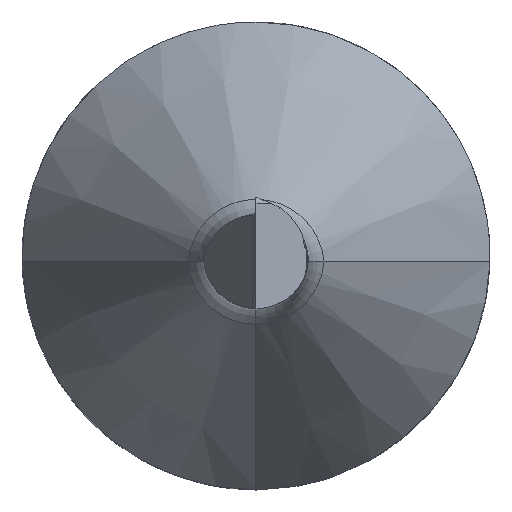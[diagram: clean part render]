
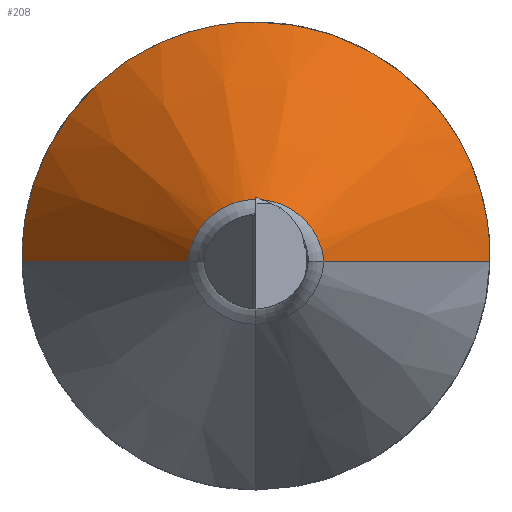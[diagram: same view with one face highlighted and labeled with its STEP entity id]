
A CAD part, left-side view. The second image highlights one B-rep face of the part: STEP entity #208.
In plain terms, the highlighted conical face has half-angle 30 degrees and reference radius 2.6 mm.
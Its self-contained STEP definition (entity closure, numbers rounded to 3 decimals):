
#1 = CARTESIAN_POINT ( 'NONE',  ( -6.047, 1.999, -0.05 ) ) ;
#5 = ORIENTED_EDGE ( 'NONE', *, *, #878, .T. ) ;
#12 = CARTESIAN_POINT ( 'NONE',  ( -5.908, -1.247, 1.587 ) ) ;
#33 = CARTESIAN_POINT ( 'NONE',  ( -6.047, 1.999, -0.05 ) ) ;
#37 = CARTESIAN_POINT ( 'NONE',  ( -6.036, 2.003, 0.084 ) ) ;
#56 = CARTESIAN_POINT ( 'NONE',  ( -5.874, -0.133, 2. ) ) ;
#57 = EDGE_CURVE ( 'NONE', #679, #765, #512, .T. ) ;
#61 = CARTESIAN_POINT ( 'NONE',  ( -8.5, 0., -0.1 ) ) ;
#64 = CARTESIAN_POINT ( 'NONE',  ( -7.233, -1.314, -0.05 ) ) ;
#78 = CARTESIAN_POINT ( 'NONE',  ( -5.883, -0.654, 1.895 ) ) ;
#80 = CONICAL_SURFACE ( 'NONE', #649, 2.6, 0.524 ) ;
#99 = CARTESIAN_POINT ( 'NONE',  ( -6.047, -1.999, -0.05 ) ) ;
#101 = CARTESIAN_POINT ( 'NONE',  ( -5.932, -1.526, 1.3 ) ) ;
#109 = ORIENTED_EDGE ( 'NONE', *, *, #57, .F. ) ;
#131 = B_SPLINE_CURVE_WITH_KNOTS ( 'NONE', 3,
 ( #675, #376, #836, #682 ),
 .UNSPECIFIED., .F., .F.,
 ( 4, 4 ),
 ( 0., 0.003 ),
 .UNSPECIFIED. ) ;
#132 = EDGE_CURVE ( 'NONE', #427, #267, #654, .T. ) ;
#133 = CARTESIAN_POINT ( 'NONE',  ( -5.941, 1.609, 1.195 ) ) ;
#191 = CARTESIAN_POINT ( 'NONE',  ( -8.5, -0.582, -0.05 ) ) ;
#208 = ADVANCED_FACE ( 'NONE', ( #866 ), #80, .T. ) ;
#222 = DIRECTION ( 'NONE',  ( 0., 0., 1. ) ) ;
#224 = CARTESIAN_POINT ( 'NONE',  ( -5.896, -1.024, 1.739 ) ) ;
#240 = VERTEX_POINT ( 'NONE', #385 ) ;
#245 = CARTESIAN_POINT ( 'NONE',  ( -6.024, 1.993, 0.216 ) ) ;
#254 = CARTESIAN_POINT ( 'NONE',  ( -7.826, -0.972, -0.05 ) ) ;
#256 = CARTESIAN_POINT ( 'NONE',  ( -5.875, 0.265, 1.987 ) ) ;
#267 = VERTEX_POINT ( 'NONE', #553 ) ;
#268 = EDGE_CURVE ( 'NONE', #765, #434, #345, .T. ) ;
#280 = CARTESIAN_POINT ( 'NONE',  ( -5.88, -0.528, 1.934 ) ) ;
#282 = CARTESIAN_POINT ( 'NONE',  ( -5.96, -1.752, 0.974 ) ) ;
#284 = ORIENTED_EDGE ( 'NONE', *, *, #132, .F. ) ;
#295 = CARTESIAN_POINT ( 'NONE',  ( -6.001, -1.959, 0.484 ) ) ;
#300 = CARTESIAN_POINT ( 'NONE',  ( -5.97, -1.814, 0.854 ) ) ;
#311 = CARTESIAN_POINT ( 'NONE',  ( -6.64, -1.657, -0.05 ) ) ;
#319 = DIRECTION ( 'NONE',  ( -1., 0., 0. ) ) ;
#322 = CARTESIAN_POINT ( 'NONE',  ( -5.96, 1.753, 0.972 ) ) ;
#323 = CARTESIAN_POINT ( 'NONE',  ( -8.5, -0.582, -0.05 ) ) ;
#324 = CARTESIAN_POINT ( 'NONE',  ( -5.874, 0., 2. ) ) ;
#345 = B_SPLINE_CURVE_WITH_KNOTS ( 'NONE', 3,
 ( #890, #56, #505, #280, #78, #224, #12, #101, #676, #282, #300, #295, #635, #782 ),
 .UNSPECIFIED., .F., .F.,
 ( 4, 2, 2, 2, 2, 2, 4 ),
 ( 0.003, 0.004, 0.004, 0.005, 0.005, 0.006, 0.006 ),
 .UNSPECIFIED. ) ;
#359 = ORIENTED_EDGE ( 'NONE', *, *, #268, .F. ) ;
#376 = CARTESIAN_POINT ( 'NONE',  ( -6.865, 1.527, -0.05 ) ) ;
#380 = DIRECTION ( 'NONE',  ( 0., 0., -1. ) ) ;
#385 = CARTESIAN_POINT ( 'NONE',  ( -8.5, 0.582, -0.05 ) ) ;
#398 = CARTESIAN_POINT ( 'NONE',  ( -5.932, 1.525, 1.301 ) ) ;
#427 = VERTEX_POINT ( 'NONE', #191 ) ;
#434 = VERTEX_POINT ( 'NONE', #522 ) ;
#468 = CARTESIAN_POINT ( 'NONE',  ( -5.896, 1.022, 1.739 ) ) ;
#494 = CARTESIAN_POINT ( 'NONE',  ( -8.276, -0.712, -0.05 ) ) ;
#505 = CARTESIAN_POINT ( 'NONE',  ( -5.875, -0.268, 1.986 ) ) ;
#512 = B_SPLINE_CURVE_WITH_KNOTS ( 'NONE', 3,
 ( #33, #37, #245, #704, #684, #746, #322, #133, #398, #881, #468, #545, #614, #256, #750, #324 ),
 .UNSPECIFIED., .F., .F.,
 ( 4, 2, 2, 2, 2, 2, 2, 4 ),
 ( 0., 0., 0.001, 0.001, 0.002, 0.002, 0.003, 0.003 ),
 .UNSPECIFIED. ) ;
#522 = CARTESIAN_POINT ( 'NONE',  ( -6.047, -1.999, -0.05 ) ) ;
#531 = DIRECTION ( 'NONE',  ( 1., 0., 0. ) ) ;
#545 = CARTESIAN_POINT ( 'NONE',  ( -5.883, 0.656, 1.894 ) ) ;
#553 = CARTESIAN_POINT ( 'NONE',  ( -8.5, 0., 0.484 ) ) ;
#596 = CARTESIAN_POINT ( 'NONE',  ( -8.051, -0.842, -0.05 ) ) ;
#614 = CARTESIAN_POINT ( 'NONE',  ( -5.88, 0.527, 1.934 ) ) ;
#621 = EDGE_CURVE ( 'NONE', #427, #434, #648, .T. ) ;
#630 = EDGE_LOOP ( 'NONE', ( #5, #715, #284, #772, #359, #109 ) ) ;
#635 = CARTESIAN_POINT ( 'NONE',  ( -6.024, -2.006, 0.218 ) ) ;
#646 = AXIS2_PLACEMENT_3D ( 'NONE', #660, #864, #222 ) ;
#648 = B_SPLINE_CURVE_WITH_KNOTS ( 'NONE', 3,
 ( #323, #494, #596, #254, #64, #311, #99 ),
 .UNSPECIFIED., .F., .F.,
 ( 4, 3, 4 ),
 ( 0., 0.001, 0.003 ),
 .UNSPECIFIED. ) ;
#649 = AXIS2_PLACEMENT_3D ( 'NONE', #809, #531, #380 ) ;
#654 = CIRCLE ( 'NONE', #646, 0.584 ) ;
#660 = CARTESIAN_POINT ( 'NONE',  ( -8.5, 0., -0.1 ) ) ;
#668 = CIRCLE ( 'NONE', #802, 0.584 ) ;
#675 = CARTESIAN_POINT ( 'NONE',  ( -6.047, 1.999, -0.05 ) ) ;
#676 = CARTESIAN_POINT ( 'NONE',  ( -5.941, -1.608, 1.196 ) ) ;
#679 = VERTEX_POINT ( 'NONE', #1 ) ;
#682 = CARTESIAN_POINT ( 'NONE',  ( -8.5, 0.582, -0.05 ) ) ;
#684 = CARTESIAN_POINT ( 'NONE',  ( -5.991, 1.911, 0.606 ) ) ;
#704 = CARTESIAN_POINT ( 'NONE',  ( -6.002, 1.947, 0.476 ) ) ;
#715 = ORIENTED_EDGE ( 'NONE', *, *, #757, .F. ) ;
#746 = CARTESIAN_POINT ( 'NONE',  ( -5.97, 1.813, 0.854 ) ) ;
#747 = DIRECTION ( 'NONE',  ( 0., 0., 1. ) ) ;
#750 = CARTESIAN_POINT ( 'NONE',  ( -5.874, 0.133, 2. ) ) ;
#757 = EDGE_CURVE ( 'NONE', #267, #240, #668, .T. ) ;
#765 = VERTEX_POINT ( 'NONE', #817 ) ;
#772 = ORIENTED_EDGE ( 'NONE', *, *, #621, .T. ) ;
#782 = CARTESIAN_POINT ( 'NONE',  ( -6.047, -1.999, -0.05 ) ) ;
#802 = AXIS2_PLACEMENT_3D ( 'NONE', #61, #319, #747 ) ;
#809 = CARTESIAN_POINT ( 'NONE',  ( -5.008, 0., -0.1 ) ) ;
#817 = CARTESIAN_POINT ( 'NONE',  ( -5.874, 0., 2. ) ) ;
#836 = CARTESIAN_POINT ( 'NONE',  ( -7.683, 1.055, -0.05 ) ) ;
#864 = DIRECTION ( 'NONE',  ( -1., 0., 0. ) ) ;
#866 = FACE_OUTER_BOUND ( 'NONE', #630, .T. ) ;
#878 = EDGE_CURVE ( 'NONE', #679, #240, #131, .T. ) ;
#881 = CARTESIAN_POINT ( 'NONE',  ( -5.908, 1.248, 1.585 ) ) ;
#890 = CARTESIAN_POINT ( 'NONE',  ( -5.874, 0., 2. ) ) ;
